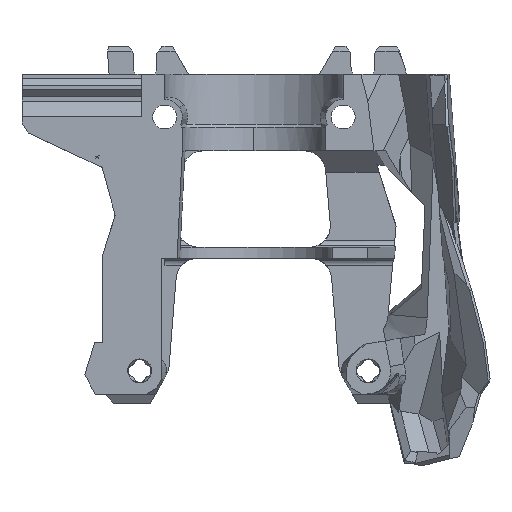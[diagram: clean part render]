
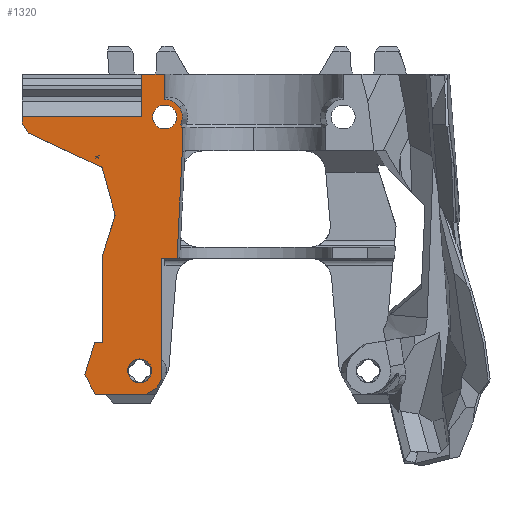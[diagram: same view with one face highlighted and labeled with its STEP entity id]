
A CAD part, front view. The second image highlights one B-rep face of the part: STEP entity #1320.
In plain terms, the highlighted planar face has unit normal (0, -1, 0).
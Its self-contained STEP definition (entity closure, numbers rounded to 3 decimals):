
#1070=CARTESIAN_POINT('',(16.698,0.,31.934));
#1071=DIRECTION('',(0.,1.,0.));
#1072=DIRECTION('',(1.,0.,0.));
#1073=AXIS2_PLACEMENT_3D('',#1070,#1071,#1072);
#1074=PLANE('',#1073);
#1075=CARTESIAN_POINT('',(-16.25,0.,21.001));
#1076=VERTEX_POINT('',#1075);
#1077=CARTESIAN_POINT('',(-14.55,0.,19.301));
#1078=VERTEX_POINT('',#1077);
#1079=CARTESIAN_POINT('',(-16.25,0.,19.301));
#1080=DIRECTION('',(0.,1.,0.));
#1081=DIRECTION('',(0.,-0.,1.));
#1082=AXIS2_PLACEMENT_3D('',#1079,#1080,#1081);
#1083=CIRCLE('',#1082,1.7);
#1084=EDGE_CURVE('',#1076,#1078,#1083,.T.);
#1085=ORIENTED_EDGE('',*,*,#1084,.T.);
#1086=CARTESIAN_POINT('',(-16.25,0.,19.301));
#1087=DIRECTION('',(0.,1.,0.));
#1088=DIRECTION('',(0.,-0.,1.));
#1089=AXIS2_PLACEMENT_3D('',#1086,#1087,#1088);
#1090=CIRCLE('',#1089,1.7);
#1091=EDGE_CURVE('',#1078,#1076,#1090,.T.);
#1092=ORIENTED_EDGE('',*,*,#1091,.T.);
#1093=EDGE_LOOP('',(#1085,#1092));
#1094=FACE_BOUND('',#1093,.T.);
#1095=CARTESIAN_POINT('',(-10.946,0.,35.301));
#1096=VERTEX_POINT('',#1095);
#1097=CARTESIAN_POINT('',(-10.2,0.,50.5));
#1098=VERTEX_POINT('',#1097);
#1099=CARTESIAN_POINT('',(-10.946,0.,35.301));
#1100=DIRECTION('',(0.049,0.,0.999));
#1101=VECTOR('',#1100,15.217);
#1102=LINE('',#1099,#1101);
#1103=EDGE_CURVE('',#1096,#1098,#1102,.T.);
#1104=ORIENTED_EDGE('',*,*,#1103,.T.);
#1105=CARTESIAN_POINT('',(-10.2,0.,54.));
#1106=VERTEX_POINT('',#1105);
#1107=CARTESIAN_POINT('',(-10.2,0.,50.5));
#1108=DIRECTION('',(-0.,-0.,1.));
#1109=VECTOR('',#1108,3.5);
#1110=LINE('',#1107,#1109);
#1111=EDGE_CURVE('',#1098,#1106,#1110,.T.);
#1112=ORIENTED_EDGE('',*,*,#1111,.T.);
#1113=CARTESIAN_POINT('',(-10.243,-0.,54.));
#1114=VERTEX_POINT('',#1113);
#1115=CARTESIAN_POINT('',(-10.243,0.,54.));
#1116=DIRECTION('',(1.,-0.,-0.));
#1117=VECTOR('',#1116,0.043);
#1118=LINE('',#1115,#1117);
#1119=EDGE_CURVE('',#1114,#1106,#1118,.T.);
#1120=ORIENTED_EDGE('',*,*,#1119,.F.);
#1121=CARTESIAN_POINT('',(-10.444,0.,54.346));
#1122=VERTEX_POINT('',#1121);
#1123=CARTESIAN_POINT('',(-10.243,-0.,54.));
#1124=CARTESIAN_POINT('',(-10.31,-0.,54.115));
#1125=CARTESIAN_POINT('',(-10.377,-0.,54.231));
#1126=CARTESIAN_POINT('',(-10.444,-0.,54.346));
#1127=B_SPLINE_CURVE_WITH_KNOTS('',3,(#1123,#1124,#1125,#1126),.UNSPECIFIED.,.F.,.F.,(4,4),(0.,0.),.UNSPECIFIED.);
#1128=EDGE_CURVE('',#1114,#1122,#1127,.T.);
#1129=ORIENTED_EDGE('',*,*,#1128,.T.);
#1130=CARTESIAN_POINT('',(-10.599,0.,56.778));
#1131=VERTEX_POINT('',#1130);
#1132=CARTESIAN_POINT('',(-12.7,0.,55.424));
#1133=DIRECTION('',(-0.,-1.,-0.));
#1134=DIRECTION('',(0.,-0.,1.));
#1135=AXIS2_PLACEMENT_3D('',#1132,#1133,#1134);
#1136=CIRCLE('',#1135,2.5);
#1137=EDGE_CURVE('',#1122,#1131,#1136,.T.);
#1138=ORIENTED_EDGE('',*,*,#1137,.T.);
#1139=CARTESIAN_POINT('',(-12.75,-0.,57.923));
#1140=VERTEX_POINT('',#1139);
#1141=CARTESIAN_POINT('',(-12.7,0.,55.424));
#1142=DIRECTION('',(-0.,-1.,-0.));
#1143=DIRECTION('',(0.,-0.,1.));
#1144=AXIS2_PLACEMENT_3D('',#1141,#1142,#1143);
#1145=CIRCLE('',#1144,2.5);
#1146=EDGE_CURVE('',#1131,#1140,#1145,.T.);
#1147=ORIENTED_EDGE('',*,*,#1146,.T.);
#1148=CARTESIAN_POINT('',(-12.75,-0.,61.5));
#1149=VERTEX_POINT('',#1148);
#1150=CARTESIAN_POINT('',(-12.75,-0.,61.5));
#1151=DIRECTION('',(0.,0.,-1.));
#1152=VECTOR('',#1151,3.577);
#1153=LINE('',#1150,#1152);
#1154=EDGE_CURVE('',#1149,#1140,#1153,.T.);
#1155=ORIENTED_EDGE('',*,*,#1154,.F.);
#1156=CARTESIAN_POINT('',(-16.,0.,61.5));
#1157=VERTEX_POINT('',#1156);
#1158=CARTESIAN_POINT('',(-16.,0.,61.5));
#1159=DIRECTION('',(1.,-0.,-0.));
#1160=VECTOR('',#1159,3.25);
#1161=LINE('',#1158,#1160);
#1162=EDGE_CURVE('',#1157,#1149,#1161,.T.);
#1163=ORIENTED_EDGE('',*,*,#1162,.F.);
#1164=CARTESIAN_POINT('',(-16.,0.,55.5));
#1165=VERTEX_POINT('',#1164);
#1166=CARTESIAN_POINT('',(-16.,0.,61.5));
#1167=DIRECTION('',(0.,0.,-1.));
#1168=VECTOR('',#1167,6.);
#1169=LINE('',#1166,#1168);
#1170=EDGE_CURVE('',#1157,#1165,#1169,.T.);
#1171=ORIENTED_EDGE('',*,*,#1170,.T.);
#1172=CARTESIAN_POINT('',(-33.,0.,55.5));
#1173=VERTEX_POINT('',#1172);
#1174=CARTESIAN_POINT('',(-33.,0.,55.5));
#1175=DIRECTION('',(1.,0.,-0.));
#1176=VECTOR('',#1175,17.);
#1177=LINE('',#1174,#1176);
#1178=EDGE_CURVE('',#1173,#1165,#1177,.T.);
#1179=ORIENTED_EDGE('',*,*,#1178,.F.);
#1180=CARTESIAN_POINT('',(-33.,0.,54.567));
#1181=VERTEX_POINT('',#1180);
#1182=CARTESIAN_POINT('',(-33.,0.,55.5));
#1183=DIRECTION('',(0.,0.,-1.));
#1184=VECTOR('',#1183,0.933);
#1185=LINE('',#1182,#1184);
#1186=EDGE_CURVE('',#1173,#1181,#1185,.T.);
#1187=ORIENTED_EDGE('',*,*,#1186,.T.);
#1188=CARTESIAN_POINT('',(-32.094,0.,53.145));
#1189=VERTEX_POINT('',#1188);
#1190=CARTESIAN_POINT('',(-33.,0.,54.567));
#1191=DIRECTION('',(0.537,0.,-0.843));
#1192=VECTOR('',#1191,1.687);
#1193=LINE('',#1190,#1192);
#1194=EDGE_CURVE('',#1181,#1189,#1193,.T.);
#1195=ORIENTED_EDGE('',*,*,#1194,.T.);
#1196=CARTESIAN_POINT('',(-21.6,-0.,48.252));
#1197=VERTEX_POINT('',#1196);
#1198=CARTESIAN_POINT('',(-21.6,0.,48.252));
#1199=DIRECTION('',(-0.906,0.,0.423));
#1200=VECTOR('',#1199,11.578);
#1201=LINE('',#1198,#1200);
#1202=EDGE_CURVE('',#1197,#1189,#1201,.T.);
#1203=ORIENTED_EDGE('',*,*,#1202,.F.);
#1204=CARTESIAN_POINT('',(-19.739,-0.,41.455));
#1205=VERTEX_POINT('',#1204);
#1206=CARTESIAN_POINT('',(-19.739,-0.,41.455));
#1207=DIRECTION('',(-0.264,0.,0.964));
#1208=VECTOR('',#1207,7.047);
#1209=LINE('',#1206,#1208);
#1210=EDGE_CURVE('',#1205,#1197,#1209,.T.);
#1211=ORIENTED_EDGE('',*,*,#1210,.F.);
#1212=CARTESIAN_POINT('',(-21.506,-0.,35.799));
#1213=VERTEX_POINT('',#1212);
#1214=CARTESIAN_POINT('',(-19.739,0.,41.455));
#1215=DIRECTION('',(-0.298,0.,-0.955));
#1216=VECTOR('',#1215,5.926);
#1217=LINE('',#1214,#1216);
#1218=EDGE_CURVE('',#1205,#1213,#1217,.T.);
#1219=ORIENTED_EDGE('',*,*,#1218,.T.);
#1220=CARTESIAN_POINT('',(-21.529,-0.,23.301));
#1221=VERTEX_POINT('',#1220);
#1222=CARTESIAN_POINT('',(-21.529,-0.,23.301));
#1223=DIRECTION('',(0.002,-0.,1.));
#1224=VECTOR('',#1223,12.498);
#1225=LINE('',#1222,#1224);
#1226=EDGE_CURVE('',#1221,#1213,#1225,.T.);
#1227=ORIENTED_EDGE('',*,*,#1226,.F.);
#1228=CARTESIAN_POINT('',(-22.64,0.,23.301));
#1229=VERTEX_POINT('',#1228);
#1230=CARTESIAN_POINT('',(-22.64,0.,23.301));
#1231=DIRECTION('',(1.,0.,-0.));
#1232=VECTOR('',#1231,1.111);
#1233=LINE('',#1230,#1232);
#1234=EDGE_CURVE('',#1229,#1221,#1233,.T.);
#1235=ORIENTED_EDGE('',*,*,#1234,.F.);
#1236=CARTESIAN_POINT('',(-24.067,0.,18.732));
#1237=VERTEX_POINT('',#1236);
#1238=CARTESIAN_POINT('',(-24.067,0.,18.732));
#1239=DIRECTION('',(0.298,0.,0.955));
#1240=VECTOR('',#1239,4.787);
#1241=LINE('',#1238,#1240);
#1242=EDGE_CURVE('',#1237,#1229,#1241,.T.);
#1243=ORIENTED_EDGE('',*,*,#1242,.F.);
#1244=CARTESIAN_POINT('',(-22.569,0.,16.001));
#1245=VERTEX_POINT('',#1244);
#1246=CARTESIAN_POINT('',(-24.067,0.,18.732));
#1247=DIRECTION('',(0.481,0.,-0.877));
#1248=VECTOR('',#1247,3.114);
#1249=LINE('',#1246,#1248);
#1250=EDGE_CURVE('',#1237,#1245,#1249,.T.);
#1251=ORIENTED_EDGE('',*,*,#1250,.T.);
#1252=CARTESIAN_POINT('',(-15.345,0.,16.001));
#1253=VERTEX_POINT('',#1252);
#1254=CARTESIAN_POINT('',(-15.345,0.,16.001));
#1255=DIRECTION('',(-1.,0.,0.));
#1256=VECTOR('',#1255,7.224);
#1257=LINE('',#1254,#1256);
#1258=EDGE_CURVE('',#1253,#1245,#1257,.T.);
#1259=ORIENTED_EDGE('',*,*,#1258,.F.);
#1260=CARTESIAN_POINT('',(-13.845,0.,16.867));
#1261=VERTEX_POINT('',#1260);
#1262=CARTESIAN_POINT('',(-13.845,0.,16.867));
#1263=DIRECTION('',(-0.866,0.,-0.5));
#1264=VECTOR('',#1263,1.732);
#1265=LINE('',#1262,#1264);
#1266=EDGE_CURVE('',#1261,#1253,#1265,.T.);
#1267=ORIENTED_EDGE('',*,*,#1266,.F.);
#1268=CARTESIAN_POINT('',(-13.15,0.,18.071));
#1269=VERTEX_POINT('',#1268);
#1270=CARTESIAN_POINT('',(-13.15,0.,18.071));
#1271=DIRECTION('',(-0.5,0.,-0.866));
#1272=VECTOR('',#1271,1.389);
#1273=LINE('',#1270,#1272);
#1274=EDGE_CURVE('',#1269,#1261,#1273,.T.);
#1275=ORIENTED_EDGE('',*,*,#1274,.F.);
#1276=CARTESIAN_POINT('',(-13.15,0.,19.068));
#1277=VERTEX_POINT('',#1276);
#1278=CARTESIAN_POINT('',(-13.15,0.,18.071));
#1279=DIRECTION('',(-0.,-0.,1.));
#1280=VECTOR('',#1279,0.997);
#1281=LINE('',#1278,#1280);
#1282=EDGE_CURVE('',#1269,#1277,#1281,.T.);
#1283=ORIENTED_EDGE('',*,*,#1282,.T.);
#1284=CARTESIAN_POINT('',(-13.15,0.,35.301));
#1285=VERTEX_POINT('',#1284);
#1286=CARTESIAN_POINT('',(-13.15,0.,19.068));
#1287=DIRECTION('',(-0.,-0.,1.));
#1288=VECTOR('',#1287,16.234);
#1289=LINE('',#1286,#1288);
#1290=EDGE_CURVE('',#1277,#1285,#1289,.T.);
#1291=ORIENTED_EDGE('',*,*,#1290,.T.);
#1292=CARTESIAN_POINT('',(-13.15,0.,35.301));
#1293=DIRECTION('',(1.,0.,-0.));
#1294=VECTOR('',#1293,2.204);
#1295=LINE('',#1292,#1294);
#1296=EDGE_CURVE('',#1285,#1096,#1295,.T.);
#1297=ORIENTED_EDGE('',*,*,#1296,.T.);
#1298=EDGE_LOOP('',(#1104,#1112,#1120,#1129,#1138,#1147,#1155,#1163,#1171,#1179,#1187,#1195,#1203,#1211,#1219,#1227,#1235,#1243,#1251,#1259,#1267,#1275,#1283,#1291,#1297));
#1299=FACE_BOUND('',#1298,.T.);
#1300=CARTESIAN_POINT('',(-12.7,0.,53.724));
#1301=VERTEX_POINT('',#1300);
#1302=CARTESIAN_POINT('',(-12.7,0.,57.124));
#1303=VERTEX_POINT('',#1302);
#1304=CARTESIAN_POINT('',(-12.7,0.,55.424));
#1305=DIRECTION('',(-0.,-1.,-0.));
#1306=DIRECTION('',(0.,-0.,1.));
#1307=AXIS2_PLACEMENT_3D('',#1304,#1305,#1306);
#1308=CIRCLE('',#1307,1.7);
#1309=EDGE_CURVE('',#1301,#1303,#1308,.T.);
#1310=ORIENTED_EDGE('',*,*,#1309,.F.);
#1311=CARTESIAN_POINT('',(-12.7,0.,55.424));
#1312=DIRECTION('',(-0.,-1.,-0.));
#1313=DIRECTION('',(0.,-0.,1.));
#1314=AXIS2_PLACEMENT_3D('',#1311,#1312,#1313);
#1315=CIRCLE('',#1314,1.7);
#1316=EDGE_CURVE('',#1303,#1301,#1315,.T.);
#1317=ORIENTED_EDGE('',*,*,#1316,.F.);
#1318=EDGE_LOOP('',(#1310,#1317));
#1319=FACE_BOUND('',#1318,.T.);
#1320=ADVANCED_FACE('',(#1094,#1299,#1319),#1074,.F.);
